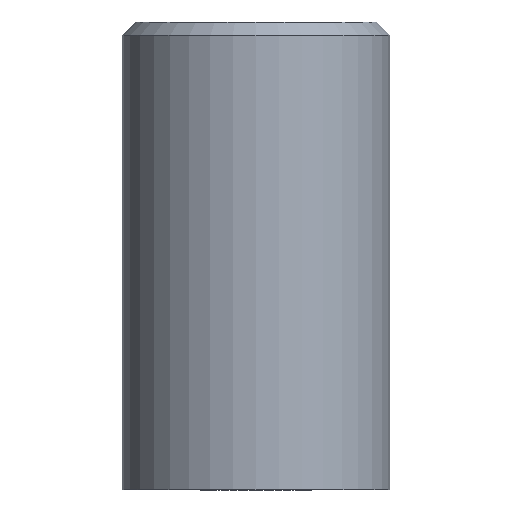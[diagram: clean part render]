
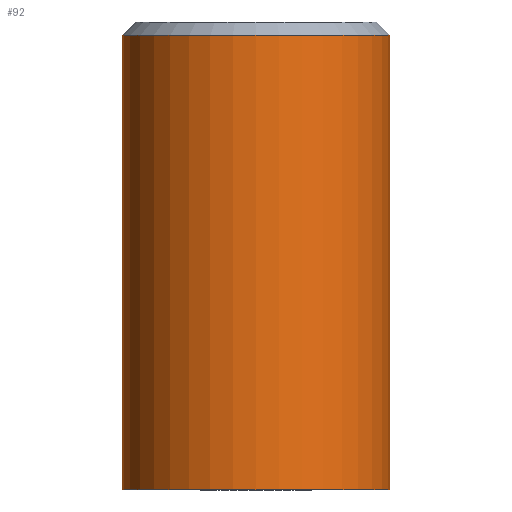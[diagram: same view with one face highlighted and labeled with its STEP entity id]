
A CAD part, front view. The second image highlights one B-rep face of the part: STEP entity #92.
In plain terms, the highlighted cylindrical face has radius 20 mm (diameter 40 mm), a partial arc.
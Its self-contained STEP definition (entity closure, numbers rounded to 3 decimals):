
#76=VERTEX_POINT('',#189);
#80=EDGE_CURVE('',#76,#110,#193,.T.);
#86=VERTEX_POINT('',#199);
#92=ADVANCED_FACE('',(#205),#206,.T.);
#110=VERTEX_POINT('',#225);
#124=EDGE_CURVE('',#76,#86,#240,.T.);
#146=VERTEX_POINT('',#266);
#148=EDGE_CURVE('',#146,#86,#268,.T.);
#150=EDGE_CURVE('',#110,#146,#270,.T.);
#189=CARTESIAN_POINT('',(20.0,0.,68.0));
#193=LINE('',#312,#313);
#199=CARTESIAN_POINT('',(-20.,0.,68.0));
#205=FACE_OUTER_BOUND('',#327,.T.);
#206=CYLINDRICAL_SURFACE('',#328,20.0);
#225=CARTESIAN_POINT('',(20.0,0.,0.));
#240=CIRCLE('',#374,20.0);
#266=CARTESIAN_POINT('',(-20.,0.,0.));
#268=LINE('',#408,#409);
#270=CIRCLE('',#412,20.0);
#312=CARTESIAN_POINT('',(20.0,0.,34.0));
#313=VECTOR('',#448,1.0);
#327=EDGE_LOOP('',(#460,#461,#462,#463));
#328=AXIS2_PLACEMENT_3D('',#464,#465,#466);
#374=AXIS2_PLACEMENT_3D('',#501,#502,#503);
#408=CARTESIAN_POINT('',(-20.,0.,34.0));
#409=VECTOR('',#538,1.0);
#412=AXIS2_PLACEMENT_3D('',#539,#540,#541);
#448=DIRECTION('',(0.0,0.0,-1.0));
#460=ORIENTED_EDGE('',*,*,#80,.F.);
#461=ORIENTED_EDGE('',*,*,#124,.T.);
#462=ORIENTED_EDGE('',*,*,#148,.F.);
#463=ORIENTED_EDGE('',*,*,#150,.F.);
#464=CARTESIAN_POINT('',(0.,0.,34.0));
#465=DIRECTION('',(-0.0,-0.0,1.0));
#466=DIRECTION('',(1.0,0.,0.0));
#501=CARTESIAN_POINT('',(0.,0.,68.0));
#502=DIRECTION('',(0.0,0.0,-1.0));
#503=DIRECTION('',(1.0,0.,0.0));
#538=DIRECTION('',(-0.0,-0.0,1.0));
#539=CARTESIAN_POINT('',(0.,0.,0.));
#540=DIRECTION('',(0.0,0.0,-1.0));
#541=DIRECTION('',(1.0,0.,0.0));
